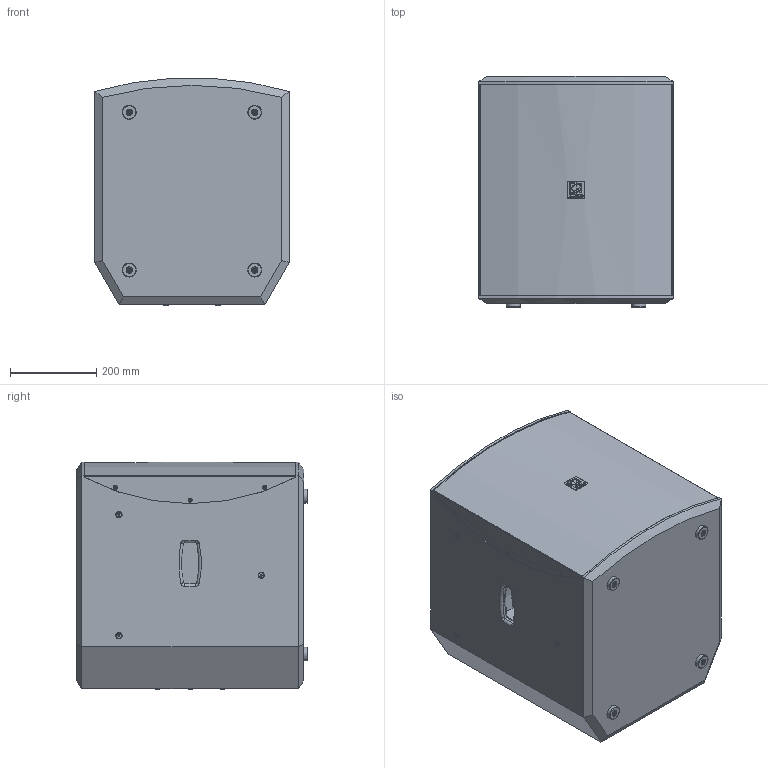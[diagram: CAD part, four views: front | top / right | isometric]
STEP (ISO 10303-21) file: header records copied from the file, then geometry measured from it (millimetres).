
FILE_DESCRIPTION(/* description */ (''),/* implementation_level */ '2;1');
FILE_NAME(/* name */ 'AUDAC-BASO15.stp',/* time_stamp */ '2021-03-10T16:45:38+01:00',/* author */ ('kamiel'),/* organization */ (''),/* preprocessor_version */ 'ST-DEVELOPER v18.1',/* originating_system */ 'Autodesk Inventor 2021',/* authorisation */ '');
FILE_SCHEMA (('AUTOMOTIVE_DESIGN { 1 0 10303 214 3 1 1 }'));
Length unit declared in the file: millimetre
Products named in the file (1): AUDAC-BASO15
Bounding box: 450 x 534 x 526.45 mm (x, y, z)
Volume: 111814502.4 mm3; surface area: 2000713.3 mm2
Topology: 1 solids, 31 shells, 1132 faces, 2894 edges, 1879 vertices
Faces by surface type: plane 462, cone 306, cylinder 179, torus 139, bspline 32, sphere 14
Full cylindrical faces by diameter (mm): 3 x8, 3.5 x14, 3.9 x8, 4.8 x6, 5.459 x4, 5.5 x6, 6 x6, 6.3 x4, 6.6 x8, 7.3 x6, 11.3 x4, 11.34 x6, 12.2 x2, 13 x4, 24 x2, 32 x4, 32.5 x4, 105 x1, 106 x1
Entity records: 39361 total; most frequent: CARTESIAN_POINT 11920, ORIENTED_EDGE 5696, DIRECTION 5297, EDGE_CURVE 2848, AXIS2_PLACEMENT_3D 2138, VERTEX_POINT 1879, EDGE_LOOP 1297, FACE_OUTER_BOUND 1132
